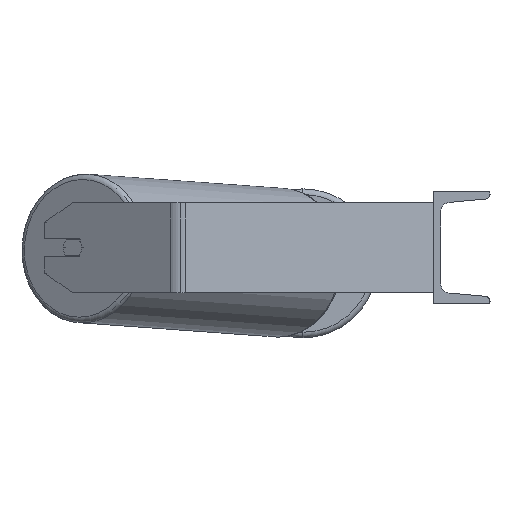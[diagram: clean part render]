
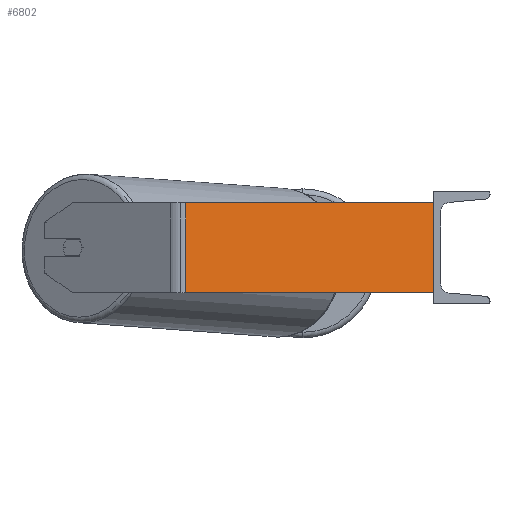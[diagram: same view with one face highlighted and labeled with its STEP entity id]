
A CAD part, left-side view. The second image highlights one B-rep face of the part: STEP entity #6802.
In plain terms, the highlighted planar face has unit normal (-0.966, -0.259, 0).
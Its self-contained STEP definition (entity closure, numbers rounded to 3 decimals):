
#205 = DIRECTION ( 'NONE',  ( 0., 0., -1. ) ) ;
#354 = VERTEX_POINT ( 'NONE', #2552 ) ;
#477 = VECTOR ( 'NONE', #1690, 1000. ) ;
#684 = CARTESIAN_POINT ( 'NONE',  ( -544.416, 221.744, 40. ) ) ;
#764 = VERTEX_POINT ( 'NONE', #4252 ) ;
#1171 = DIRECTION ( 'NONE',  ( 0.259, -0.966, 0. ) ) ;
#1316 = DIRECTION ( 'NONE',  ( -0.259, 0.966, 0. ) ) ;
#1407 = CARTESIAN_POINT ( 'NONE',  ( -546.347, 228.951, 40. ) ) ;
#1662 = AXIS2_PLACEMENT_3D ( 'NONE', #1407, #4840, #1316 ) ;
#1690 = DIRECTION ( 'NONE',  ( 0.259, -0.966, 0. ) ) ;
#1781 = CARTESIAN_POINT ( 'NONE',  ( -544.416, 221.744, 40. ) ) ;
#2001 = VECTOR ( 'NONE', #205, 1000. ) ;
#2552 = CARTESIAN_POINT ( 'NONE',  ( -485., 0., 40. ) ) ;
#2860 = VECTOR ( 'NONE', #1171, 1000. ) ;
#2885 = PLANE ( 'NONE',  #1662 ) ;
#3119 = CARTESIAN_POINT ( 'NONE',  ( -485., 0., 40. ) ) ;
#3580 = FACE_OUTER_BOUND ( 'NONE', #5883, .T. ) ;
#3789 = LINE ( 'NONE', #6012, #477 ) ;
#4010 = LINE ( 'NONE', #4531, #2860 ) ;
#4028 = CARTESIAN_POINT ( 'NONE',  ( -485., 0., -40. ) ) ;
#4152 = EDGE_CURVE ( 'NONE', #354, #5805, #6577, .T. ) ;
#4252 = CARTESIAN_POINT ( 'NONE',  ( -544.416, 221.744, -40. ) ) ;
#4531 = CARTESIAN_POINT ( 'NONE',  ( -546.347, 228.951, -40. ) ) ;
#4840 = DIRECTION ( 'NONE',  ( 0.966, 0.259, 0. ) ) ;
#5595 = DIRECTION ( 'NONE',  ( 0., 0., -1. ) ) ;
#5805 = VERTEX_POINT ( 'NONE', #4028 ) ;
#5883 = EDGE_LOOP ( 'NONE', ( #8167, #7196, #7216, #7048 ) ) ;
#6012 = CARTESIAN_POINT ( 'NONE',  ( -546.347, 228.951, 40. ) ) ;
#6358 = LINE ( 'NONE', #684, #7596 ) ;
#6577 = LINE ( 'NONE', #3119, #2001 ) ;
#6731 = VERTEX_POINT ( 'NONE', #1781 ) ;
#6802 = ADVANCED_FACE ( 'NONE', ( #3580 ), #2885, .F. ) ;
#7048 = ORIENTED_EDGE ( 'NONE', *, *, #8796, .T. ) ;
#7196 = ORIENTED_EDGE ( 'NONE', *, *, #4152, .F. ) ;
#7216 = ORIENTED_EDGE ( 'NONE', *, *, #8047, .F. ) ;
#7596 = VECTOR ( 'NONE', #5595, 1000. ) ;
#7627 = EDGE_CURVE ( 'NONE', #764, #5805, #4010, .T. ) ;
#8047 = EDGE_CURVE ( 'NONE', #6731, #354, #3789, .T. ) ;
#8167 = ORIENTED_EDGE ( 'NONE', *, *, #7627, .T. ) ;
#8796 = EDGE_CURVE ( 'NONE', #6731, #764, #6358, .T. ) ;
